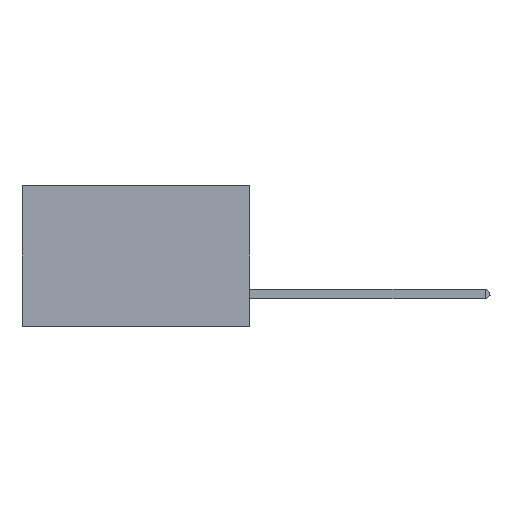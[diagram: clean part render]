
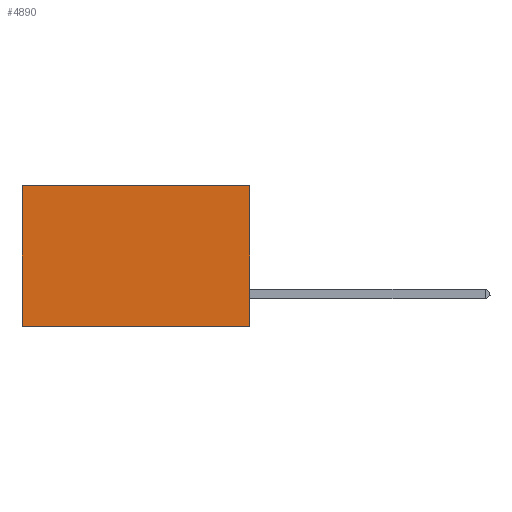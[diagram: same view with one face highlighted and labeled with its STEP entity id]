
A CAD part, left-side view. The second image highlights one B-rep face of the part: STEP entity #4890.
In plain terms, the highlighted planar face has unit normal (-1, 0, 0).
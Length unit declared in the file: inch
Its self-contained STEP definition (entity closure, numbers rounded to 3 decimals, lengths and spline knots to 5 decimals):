
#336 = ORIENTED_EDGE ( 'NONE', *, *, #9692, .T. ) ;
#652 = VECTOR ( 'NONE', #1192, 39.37008 ) ;
#676 = EDGE_CURVE ( 'NONE', #10383, #4668, #4373, .T. ) ;
#948 = LINE ( 'NONE', #6133, #2617 ) ;
#1192 = DIRECTION ( 'NONE',  ( 0., 1., 0. ) ) ;
#1272 = DIRECTION ( 'NONE',  ( 0., 0., -1. ) ) ;
#2415 = FACE_OUTER_BOUND ( 'NONE', #14393, .T. ) ;
#2617 = VECTOR ( 'NONE', #1272, 39.37008 ) ;
#3392 = CARTESIAN_POINT ( 'NONE',  ( 0.2875, 0., 0. ) ) ;
#3542 = CARTESIAN_POINT ( 'NONE',  ( 0.2875, 0., -0.37 ) ) ;
#3975 = EDGE_CURVE ( 'NONE', #14443, #4668, #948, .T. ) ;
#4373 = LINE ( 'NONE', #13996, #652 ) ;
#4668 = VERTEX_POINT ( 'NONE', #4762 ) ;
#4762 = CARTESIAN_POINT ( 'NONE',  ( 0.2875, 0.6, -0.37 ) ) ;
#4890 = ADVANCED_FACE ( 'NONE', ( #2415 ), #14066, .F. ) ;
#5888 = AXIS2_PLACEMENT_3D ( 'NONE', #11763, #12914, #8079 ) ;
#5980 = CARTESIAN_POINT ( 'NONE',  ( 0.2875, 0., 0. ) ) ;
#6133 = CARTESIAN_POINT ( 'NONE',  ( 0.2875, 0.6, 0. ) ) ;
#6379 = VECTOR ( 'NONE', #7059, 39.37008 ) ;
#7059 = DIRECTION ( 'NONE',  ( 0., 0., -1. ) ) ;
#8029 = VECTOR ( 'NONE', #8259, 39.37008 ) ;
#8079 = DIRECTION ( 'NONE',  ( 0., 0., -1. ) ) ;
#8259 = DIRECTION ( 'NONE',  ( 0., 1., 0. ) ) ;
#8344 = ORIENTED_EDGE ( 'NONE', *, *, #9648, .F. ) ;
#8761 = CARTESIAN_POINT ( 'NONE',  ( 0.2875, 0.6, 0. ) ) ;
#9242 = ORIENTED_EDGE ( 'NONE', *, *, #676, .F. ) ;
#9648 = EDGE_CURVE ( 'NONE', #11713, #10383, #12643, .T. ) ;
#9692 = EDGE_CURVE ( 'NONE', #11713, #14443, #12995, .T. ) ;
#10383 = VERTEX_POINT ( 'NONE', #3542 ) ;
#11713 = VERTEX_POINT ( 'NONE', #5980 ) ;
#11763 = CARTESIAN_POINT ( 'NONE',  ( 0.2875, 0., 0. ) ) ;
#12643 = LINE ( 'NONE', #14984, #6379 ) ;
#12914 = DIRECTION ( 'NONE',  ( 1., 0., 0. ) ) ;
#12995 = LINE ( 'NONE', #3392, #8029 ) ;
#13404 = ORIENTED_EDGE ( 'NONE', *, *, #3975, .T. ) ;
#13996 = CARTESIAN_POINT ( 'NONE',  ( 0.2875, 0., -0.37 ) ) ;
#14066 = PLANE ( 'NONE',  #5888 ) ;
#14393 = EDGE_LOOP ( 'NONE', ( #13404, #9242, #8344, #336 ) ) ;
#14443 = VERTEX_POINT ( 'NONE', #8761 ) ;
#14984 = CARTESIAN_POINT ( 'NONE',  ( 0.2875, 0., 0. ) ) ;
